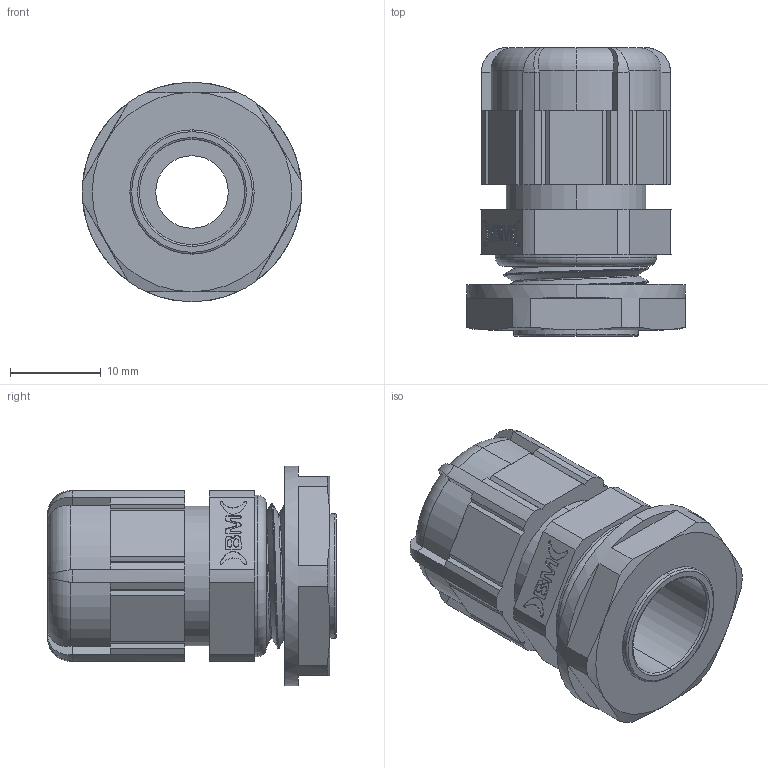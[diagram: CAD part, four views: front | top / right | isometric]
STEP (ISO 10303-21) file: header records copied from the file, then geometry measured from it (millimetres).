
FILE_DESCRIPTION (( 'STEP AP203' ), '1' );
FILE_NAME ('4717.STEP', '2026-03-12T12:45:36', ( '' ), ( '' ), 'SwSTEP 2.0', 'SolidWorks 2025', '' );
FILE_SCHEMA (( 'CONFIG_CONTROL_DESIGN' ));
Length unit declared in the file: millimetre
Products named in the file (1): 4717
Bounding box: 24.2 x 31.82 x 24.2 mm (x, y, z)
Volume: 6531 mm3; surface area: 4401.7 mm2
Topology: 1 solids, 1 shells, 334 faces, 888 edges, 578 vertices
Faces by surface type: plane 187, bspline 85, cylinder 35, torus 21, cone 6
Entity records: 14918 total; most frequent: CARTESIAN_POINT 7153, ORIENTED_EDGE 1774, DIRECTION 1286, EDGE_CURVE 887, VERTEX_POINT 576, VECTOR 538, LINE 538, AXIS2_PLACEMENT_3D 374
